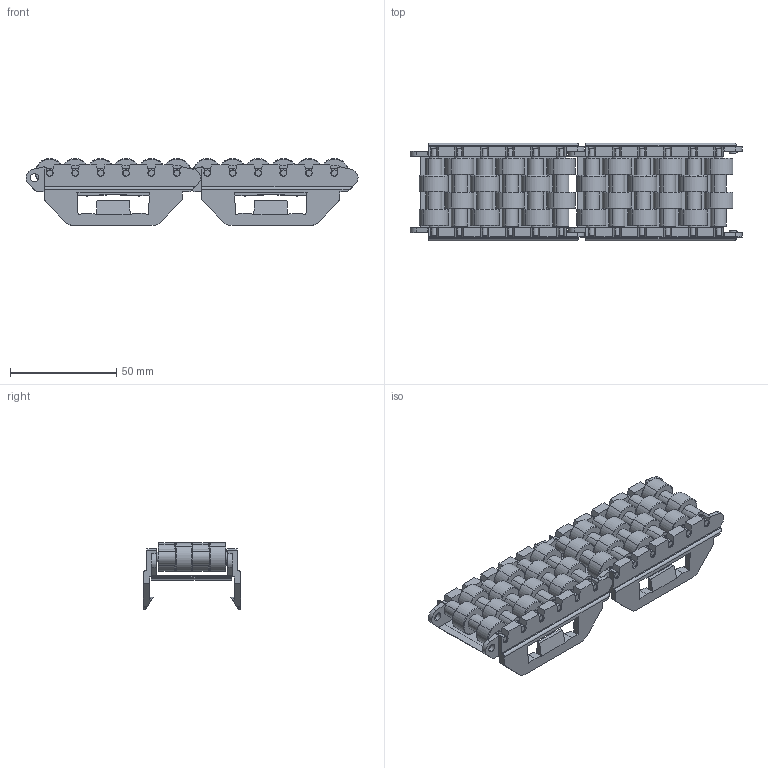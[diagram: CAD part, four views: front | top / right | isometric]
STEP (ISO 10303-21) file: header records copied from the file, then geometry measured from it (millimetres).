
FILE_DESCRIPTION (( 'STEP AP214' ), '1' );
FILE_NAME ('Rexnord-S0580-603302.STEP', '2021-03-08T13:07:57', ( '' ), ( '' ), 'SwSTEP 2.0', 'SolidWorks 2020', '' );
FILE_SCHEMA (( 'AUTOMOTIVE_DESIGN' ));
Length unit declared in the file: millimetre
Products named in the file (3): Rexnord-S0580-603302_roller_S32_5; Rexnord-S0580-603302_S0580_1_S32_5; Rexnord-S0580-603302
Assembly tree (14 placements, depth 2):
  Rexnord-S0580-603302
    Rexnord-S0580-603302_S0580_1_S32_5  x2
    Rexnord-S0580-603302_roller_S32_5  x12
Bounding box: 156.59 x 46 x 31.49 mm (x, y, z)
Volume: 67935.9 mm3; surface area: 47035.9 mm2
Topology: 14 solids, 14 shells, 800 faces, 1926 edges, 1240 vertices
Faces by surface type: plane 412, cylinder 292, torus 96
Entity records: 7956 total; most frequent: CARTESIAN_POINT 1387, ORIENTED_EDGE 1286, DIRECTION 1245, EDGE_CURVE 643, VECTOR 497, LINE 497, VERTEX_POINT 420, AXIS2_PLACEMENT_3D 374
